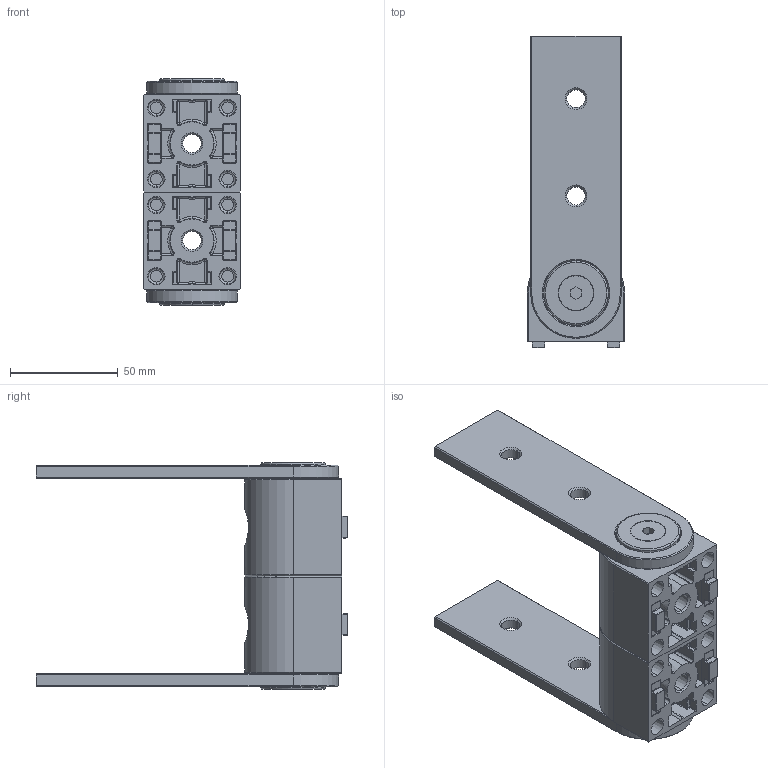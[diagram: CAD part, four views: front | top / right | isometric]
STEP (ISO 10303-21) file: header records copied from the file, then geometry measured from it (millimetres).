
FILE_DESCRIPTION(('STEP AP214'),'1');
FILE_NAME('fath_093gv4590.stp','2017-09-15T17:16:48',('TraceParts'),('TraceParts S.A.'),'Spatial InterOp 3D',' ',' ');
FILE_SCHEMA(('automotive_design'));
Length unit declared in the file: millimetre
Products named in the file (15): fath_093gv4590_1; fath_093gv4590_2; fath_093gv4590_3; fath_093gv4590_4; fath_093gv4590_5; fath_093gv4590_6; fath_093gv4590_7; fath_093gv4590_8; fath_093gv4590_9; fath_093gv4590_10; fath_093gv4590_11; fath_093gv4590_12; fath_093gv4590_13; fath_093gv4590_14; fath_093gv4590_15
Bounding box: 45 x 144.3 x 104.9 mm (x, y, z)
Volume: 197390.5 mm3; surface area: 72808.4 mm2
Topology: 15 solids, 15 shells, 1441 faces, 3290 edges, 1872 vertices
Faces by surface type: cylinder 452, plane 353, cone 264, torus 190, sphere 96, bspline 86
Entity records: 54238 total; most frequent: CARTESIAN_POINT 11061, DIRECTION 6790, ORIENTED_EDGE 6484, EDGE_CURVE 3242, AXIS2_PLACEMENT_3D 2726, VERTEX_POINT 1872, EDGE_LOOP 1514, STYLED_ITEM 1456
